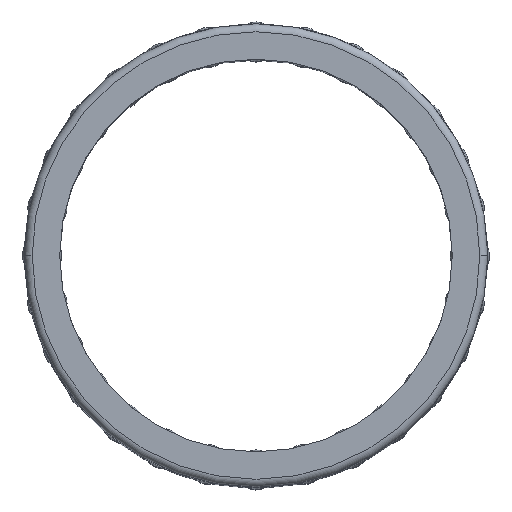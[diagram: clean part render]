
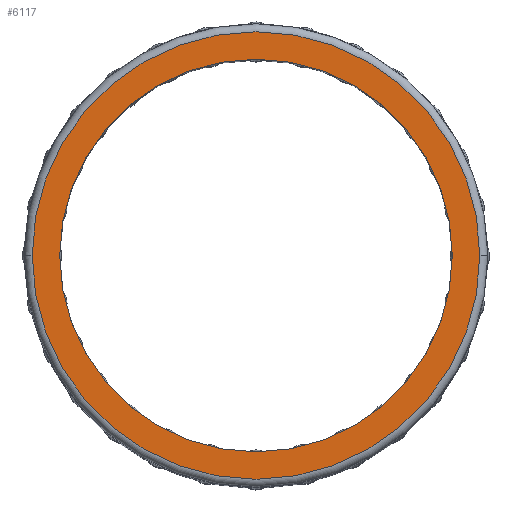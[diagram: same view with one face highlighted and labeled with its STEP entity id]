
A CAD part, top view. The second image highlights one B-rep face of the part: STEP entity #6117.
In plain terms, the highlighted planar face has unit normal (0, 0, 1).
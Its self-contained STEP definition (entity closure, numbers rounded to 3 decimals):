
#1601 = CARTESIAN_POINT ( 'NONE',  ( 0., 0., 0. ) ) ;
#2336 = VERTEX_POINT ( 'NONE', #50087 ) ;
#2493 = AXIS2_PLACEMENT_3D ( 'NONE', #4864, #28908, #44425 ) ;
#3170 = CIRCLE ( 'NONE', #4229, 25. ) ;
#4229 = AXIS2_PLACEMENT_3D ( 'NONE', #29713, #49195, #25357 ) ;
#4783 = ORIENTED_EDGE ( 'NONE', *, *, #32289, .T. ) ;
#4864 = CARTESIAN_POINT ( 'NONE',  ( 0., 0., 0. ) ) ;
#6117 = ADVANCED_FACE ( 'NONE', ( #33272, #44464 ), #36805, .T. ) ;
#12465 = ORIENTED_EDGE ( 'NONE', *, *, #14523, .F. ) ;
#14403 = VERTEX_POINT ( 'NONE', #38627 ) ;
#14516 = ORIENTED_EDGE ( 'NONE', *, *, #43323, .T. ) ;
#14523 = EDGE_CURVE ( 'NONE', #14403, #40155, #3170, .T. ) ;
#16779 = DIRECTION ( 'NONE',  ( 0., 0., 1. ) ) ;
#16956 = DIRECTION ( 'NONE',  ( 1., 0., 0. ) ) ;
#16981 = ORIENTED_EDGE ( 'NONE', *, *, #32847, .F. ) ;
#18729 = CARTESIAN_POINT ( 'NONE',  ( -25., 0., 0. ) ) ;
#19065 = EDGE_LOOP ( 'NONE', ( #4783, #14516 ) ) ;
#20264 = CIRCLE ( 'NONE', #39417, 25. ) ;
#21247 = CARTESIAN_POINT ( 'NONE',  ( 0., 0., 0. ) ) ;
#21522 = DIRECTION ( 'NONE',  ( 0., 0., 1. ) ) ;
#21586 = DIRECTION ( 'NONE',  ( 0., 0., 1. ) ) ;
#22059 = VERTEX_POINT ( 'NONE', #46161 ) ;
#22374 = AXIS2_PLACEMENT_3D ( 'NONE', #21247, #21586, #29234 ) ;
#25357 = DIRECTION ( 'NONE',  ( 1., 0., 0. ) ) ;
#27795 = CIRCLE ( 'NONE', #22374, 28.5 ) ;
#28698 = CIRCLE ( 'NONE', #2493, 28.5 ) ;
#28908 = DIRECTION ( 'NONE',  ( 0., 0., 1. ) ) ;
#29234 = DIRECTION ( 'NONE',  ( 1., 0., 0. ) ) ;
#29713 = CARTESIAN_POINT ( 'NONE',  ( 0., 0., 0. ) ) ;
#32289 = EDGE_CURVE ( 'NONE', #2336, #22059, #27795, .T. ) ;
#32847 = EDGE_CURVE ( 'NONE', #40155, #14403, #20264, .T. ) ;
#33272 = FACE_OUTER_BOUND ( 'NONE', #19065, .T. ) ;
#33299 = EDGE_LOOP ( 'NONE', ( #12465, #16981 ) ) ;
#36805 = PLANE ( 'NONE',  #39534 ) ;
#38627 = CARTESIAN_POINT ( 'NONE',  ( 25., 0., 0. ) ) ;
#39417 = AXIS2_PLACEMENT_3D ( 'NONE', #1601, #21522, #49688 ) ;
#39534 = AXIS2_PLACEMENT_3D ( 'NONE', #48273, #16779, #16956 ) ;
#40155 = VERTEX_POINT ( 'NONE', #18729 ) ;
#43323 = EDGE_CURVE ( 'NONE', #22059, #2336, #28698, .T. ) ;
#44425 = DIRECTION ( 'NONE',  ( 1., 0., 0. ) ) ;
#44464 = FACE_BOUND ( 'NONE', #33299, .T. ) ;
#46161 = CARTESIAN_POINT ( 'NONE',  ( -28.5, 0., 0. ) ) ;
#48273 = CARTESIAN_POINT ( 'NONE',  ( 0., 0., 0. ) ) ;
#49195 = DIRECTION ( 'NONE',  ( 0., 0., 1. ) ) ;
#49688 = DIRECTION ( 'NONE',  ( 1., 0., 0. ) ) ;
#50087 = CARTESIAN_POINT ( 'NONE',  ( 28.5, 0., 0. ) ) ;
